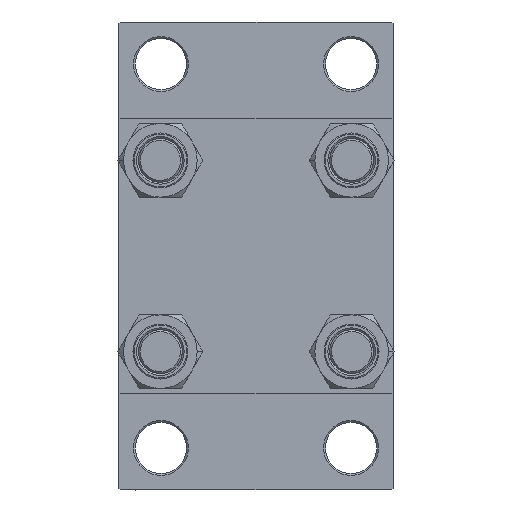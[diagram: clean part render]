
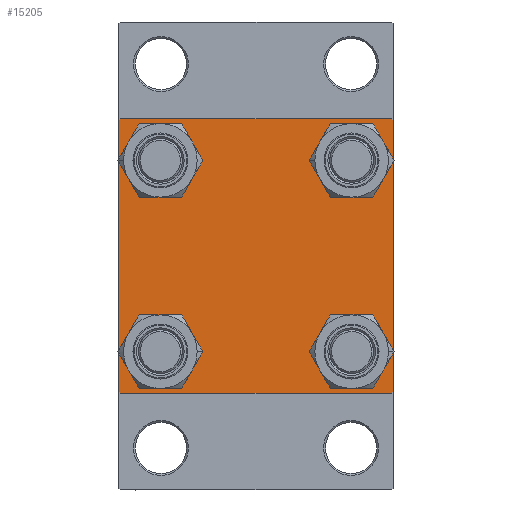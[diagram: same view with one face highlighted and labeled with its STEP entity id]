
A CAD part, left-side view. The second image highlights one B-rep face of the part: STEP entity #15205.
In plain terms, the highlighted planar face has unit normal (-1, 0, 0).
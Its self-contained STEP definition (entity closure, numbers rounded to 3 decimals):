
#998 = EDGE_LOOP ( 'NONE', ( #17411, #2513 ) ) ;
#1352 = CARTESIAN_POINT ( 'NONE',  ( 0., -26.15, -26.15 ) ) ;
#2106 = CIRCLE ( 'NONE', #9005, 6.5 ) ;
#2400 = VERTEX_POINT ( 'NONE', #45942 ) ;
#2414 = EDGE_CURVE ( 'NONE', #4288, #28555, #2816, .T. ) ;
#2513 = ORIENTED_EDGE ( 'NONE', *, *, #2414, .T. ) ;
#2570 = VERTEX_POINT ( 'NONE', #18359 ) ;
#2816 = CIRCLE ( 'NONE', #29600, 6.5 ) ;
#3047 = CARTESIAN_POINT ( 'NONE',  ( 0., 37.5, -37.5 ) ) ;
#3269 = VERTEX_POINT ( 'NONE', #20285 ) ;
#3936 = VECTOR ( 'NONE', #17662, 1000. ) ;
#4263 = CARTESIAN_POINT ( 'NONE',  ( 0., -37.25, -37.25 ) ) ;
#4288 = VERTEX_POINT ( 'NONE', #40421 ) ;
#4359 = ORIENTED_EDGE ( 'NONE', *, *, #26874, .T. ) ;
#4408 = CARTESIAN_POINT ( 'NONE',  ( 0., 37.5, 37.5 ) ) ;
#5332 = CARTESIAN_POINT ( 'NONE',  ( 0., -37.5, 37.5 ) ) ;
#5420 = EDGE_CURVE ( 'NONE', #3269, #9801, #42290, .T. ) ;
#5514 = ORIENTED_EDGE ( 'NONE', *, *, #33931, .F. ) ;
#6129 = VECTOR ( 'NONE', #12761, 1000. ) ;
#6290 = LINE ( 'NONE', #9875, #10512 ) ;
#6558 = CARTESIAN_POINT ( 'NONE',  ( 0., 37.25, 37.25 ) ) ;
#6641 = EDGE_CURVE ( 'NONE', #9801, #14817, #6290, .T. ) ;
#6902 = ORIENTED_EDGE ( 'NONE', *, *, #37799, .T. ) ;
#6946 = CARTESIAN_POINT ( 'NONE',  ( 0., 26.15, -26.15 ) ) ;
#7192 = LINE ( 'NONE', #29239, #9758 ) ;
#7330 = CARTESIAN_POINT ( 'NONE',  ( 0., -37., 37.5 ) ) ;
#7573 = AXIS2_PLACEMENT_3D ( 'NONE', #6946, #40239, #18432 ) ;
#7926 = ORIENTED_EDGE ( 'NONE', *, *, #30621, .T. ) ;
#8017 = CIRCLE ( 'NONE', #20240, 6.5 ) ;
#8433 = DIRECTION ( 'NONE',  ( 1., 0., 0. ) ) ;
#8509 = ORIENTED_EDGE ( 'NONE', *, *, #34905, .T. ) ;
#9005 = AXIS2_PLACEMENT_3D ( 'NONE', #1352, #23167, #23879 ) ;
#9102 = EDGE_CURVE ( 'NONE', #14817, #2570, #9838, .T. ) ;
#9148 = FACE_BOUND ( 'NONE', #998, .T. ) ;
#9177 = CIRCLE ( 'NONE', #26787, 6.5 ) ;
#9343 = CARTESIAN_POINT ( 'NONE',  ( 0., 26.15, -26.15 ) ) ;
#9385 = FACE_OUTER_BOUND ( 'NONE', #13788, .T. ) ;
#9448 = DIRECTION ( 'NONE',  ( 0., 0.707, -0.707 ) ) ;
#9727 = DIRECTION ( 'NONE',  ( 0., 0., 1. ) ) ;
#9749 = EDGE_LOOP ( 'NONE', ( #47437, #4359 ) ) ;
#9758 = VECTOR ( 'NONE', #43864, 1000. ) ;
#9801 = VERTEX_POINT ( 'NONE', #20738 ) ;
#9838 = LINE ( 'NONE', #20611, #22837 ) ;
#9855 = CARTESIAN_POINT ( 'NONE',  ( 0., -26.15, 32.65 ) ) ;
#9875 = CARTESIAN_POINT ( 'NONE',  ( 0., 37.5, 37.5 ) ) ;
#10512 = VECTOR ( 'NONE', #35527, 1000. ) ;
#12085 = CARTESIAN_POINT ( 'NONE',  ( 0., -37.5, -37. ) ) ;
#12742 = FACE_BOUND ( 'NONE', #29562, .T. ) ;
#12761 = DIRECTION ( 'NONE',  ( 0., 0., -1. ) ) ;
#13501 = EDGE_CURVE ( 'NONE', #3269, #36256, #37009, .T. ) ;
#13564 = DIRECTION ( 'NONE',  ( 1., 0., 0. ) ) ;
#13788 = EDGE_LOOP ( 'NONE', ( #39213, #34752, #6902, #43067, #5514, #29302, #16257, #41585 ) ) ;
#14817 = VERTEX_POINT ( 'NONE', #38438 ) ;
#15205 = ADVANCED_FACE ( 'NONE', ( #9148, #12742, #30230, #45566, #9385 ), #41263, .T. ) ;
#15390 = VERTEX_POINT ( 'NONE', #40270 ) ;
#16257 = ORIENTED_EDGE ( 'NONE', *, *, #13501, .F. ) ;
#16458 = DIRECTION ( 'NONE',  ( 1., 0., 0. ) ) ;
#16820 = CIRCLE ( 'NONE', #37479, 6.5 ) ;
#17064 = LINE ( 'NONE', #5332, #6129 ) ;
#17411 = ORIENTED_EDGE ( 'NONE', *, *, #17751, .T. ) ;
#17662 = DIRECTION ( 'NONE',  ( 0., -1., 0. ) ) ;
#17751 = EDGE_CURVE ( 'NONE', #28555, #4288, #8017, .T. ) ;
#18083 = DIRECTION ( 'NONE',  ( 0., -1., 0. ) ) ;
#18359 = CARTESIAN_POINT ( 'NONE',  ( 0., 37., -37.5 ) ) ;
#18393 = CARTESIAN_POINT ( 'NONE',  ( 0., 26.15, -32.65 ) ) ;
#18432 = DIRECTION ( 'NONE',  ( 0., 0., 1. ) ) ;
#19213 = CARTESIAN_POINT ( 'NONE',  ( 0., 0., 0. ) ) ;
#19333 = ORIENTED_EDGE ( 'NONE', *, *, #25099, .T. ) ;
#19344 = LINE ( 'NONE', #4263, #22768 ) ;
#19473 = DIRECTION ( 'NONE',  ( 0., 0., 1. ) ) ;
#20068 = AXIS2_PLACEMENT_3D ( 'NONE', #9343, #35230, #20342 ) ;
#20135 = CARTESIAN_POINT ( 'NONE',  ( 0., 26.15, 19.65 ) ) ;
#20240 = AXIS2_PLACEMENT_3D ( 'NONE', #32939, #38422, #19473 ) ;
#20285 = CARTESIAN_POINT ( 'NONE',  ( 0., 37., 37.5 ) ) ;
#20342 = DIRECTION ( 'NONE',  ( 0., 0., 1. ) ) ;
#20611 = CARTESIAN_POINT ( 'NONE',  ( 0., 37.25, -37.25 ) ) ;
#20738 = CARTESIAN_POINT ( 'NONE',  ( 0., 37.5, 37. ) ) ;
#21538 = CARTESIAN_POINT ( 'NONE',  ( 0., 26.15, -19.65 ) ) ;
#21877 = CARTESIAN_POINT ( 'NONE',  ( 0., 26.15, 32.65 ) ) ;
#22569 = AXIS2_PLACEMENT_3D ( 'NONE', #19213, #30468, #23263 ) ;
#22700 = VECTOR ( 'NONE', #9448, 1000. ) ;
#22764 = CARTESIAN_POINT ( 'NONE',  ( 0., 26.15, 26.15 ) ) ;
#22768 = VECTOR ( 'NONE', #33507, 1000. ) ;
#22834 = CIRCLE ( 'NONE', #7573, 6.5 ) ;
#22837 = VECTOR ( 'NONE', #46034, 1000. ) ;
#23167 = DIRECTION ( 'NONE',  ( 1., 0., 0. ) ) ;
#23263 = DIRECTION ( 'NONE',  ( 0., 0., 1. ) ) ;
#23481 = VERTEX_POINT ( 'NONE', #20135 ) ;
#23681 = EDGE_CURVE ( 'NONE', #15390, #36256, #7192, .T. ) ;
#23879 = DIRECTION ( 'NONE',  ( 0., 0., 1. ) ) ;
#23942 = CARTESIAN_POINT ( 'NONE',  ( 0., -26.15, -32.65 ) ) ;
#24349 = DIRECTION ( 'NONE',  ( 0., 0., 1. ) ) ;
#24605 = LINE ( 'NONE', #3047, #3936 ) ;
#25044 = EDGE_CURVE ( 'NONE', #2400, #30826, #19344, .T. ) ;
#25099 = EDGE_CURVE ( 'NONE', #33073, #25826, #2106, .T. ) ;
#25826 = VERTEX_POINT ( 'NONE', #23942 ) ;
#26787 = AXIS2_PLACEMENT_3D ( 'NONE', #34430, #13564, #9727 ) ;
#26874 = EDGE_CURVE ( 'NONE', #46332, #39665, #22834, .T. ) ;
#28497 = CIRCLE ( 'NONE', #20068, 6.5 ) ;
#28555 = VERTEX_POINT ( 'NONE', #9855 ) ;
#29239 = CARTESIAN_POINT ( 'NONE',  ( 0., -37.25, 37.25 ) ) ;
#29302 = ORIENTED_EDGE ( 'NONE', *, *, #23681, .T. ) ;
#29562 = EDGE_LOOP ( 'NONE', ( #19333, #7926 ) ) ;
#29600 = AXIS2_PLACEMENT_3D ( 'NONE', #31075, #16458, #24349 ) ;
#29739 = DIRECTION ( 'NONE',  ( 1., 0., 0. ) ) ;
#30230 = FACE_BOUND ( 'NONE', #9749, .T. ) ;
#30468 = DIRECTION ( 'NONE',  ( -1., 0., 0. ) ) ;
#30621 = EDGE_CURVE ( 'NONE', #25826, #33073, #9177, .T. ) ;
#30826 = VERTEX_POINT ( 'NONE', #12085 ) ;
#31075 = CARTESIAN_POINT ( 'NONE',  ( 0., -26.15, 26.15 ) ) ;
#32140 = ORIENTED_EDGE ( 'NONE', *, *, #46242, .T. ) ;
#32939 = CARTESIAN_POINT ( 'NONE',  ( 0., -26.15, 26.15 ) ) ;
#33073 = VERTEX_POINT ( 'NONE', #45817 ) ;
#33507 = DIRECTION ( 'NONE',  ( 0., -0.707, 0.707 ) ) ;
#33576 = DIRECTION ( 'NONE',  ( 0., 0., 1. ) ) ;
#33784 = VERTEX_POINT ( 'NONE', #21877 ) ;
#33931 = EDGE_CURVE ( 'NONE', #15390, #30826, #17064, .T. ) ;
#34430 = CARTESIAN_POINT ( 'NONE',  ( 0., -26.15, -26.15 ) ) ;
#34752 = ORIENTED_EDGE ( 'NONE', *, *, #9102, .T. ) ;
#34905 = EDGE_CURVE ( 'NONE', #23481, #33784, #45190, .T. ) ;
#35230 = DIRECTION ( 'NONE',  ( 1., 0., 0. ) ) ;
#35527 = DIRECTION ( 'NONE',  ( 0., 0., -1. ) ) ;
#36256 = VERTEX_POINT ( 'NONE', #7330 ) ;
#36987 = EDGE_LOOP ( 'NONE', ( #32140, #8509 ) ) ;
#37009 = LINE ( 'NONE', #4408, #39917 ) ;
#37479 = AXIS2_PLACEMENT_3D ( 'NONE', #41249, #8433, #37655 ) ;
#37655 = DIRECTION ( 'NONE',  ( 0., 0., 1. ) ) ;
#37799 = EDGE_CURVE ( 'NONE', #2570, #2400, #24605, .T. ) ;
#38422 = DIRECTION ( 'NONE',  ( 1., 0., 0. ) ) ;
#38438 = CARTESIAN_POINT ( 'NONE',  ( 0., 37.5, -37. ) ) ;
#39213 = ORIENTED_EDGE ( 'NONE', *, *, #6641, .T. ) ;
#39535 = EDGE_CURVE ( 'NONE', #39665, #46332, #28497, .T. ) ;
#39665 = VERTEX_POINT ( 'NONE', #21538 ) ;
#39917 = VECTOR ( 'NONE', #18083, 1000. ) ;
#40239 = DIRECTION ( 'NONE',  ( 1., 0., 0. ) ) ;
#40270 = CARTESIAN_POINT ( 'NONE',  ( 0., -37.5, 37. ) ) ;
#40421 = CARTESIAN_POINT ( 'NONE',  ( 0., -26.15, 19.65 ) ) ;
#41249 = CARTESIAN_POINT ( 'NONE',  ( 0., 26.15, 26.15 ) ) ;
#41263 = PLANE ( 'NONE',  #22569 ) ;
#41585 = ORIENTED_EDGE ( 'NONE', *, *, #5420, .T. ) ;
#42290 = LINE ( 'NONE', #6558, #22700 ) ;
#43067 = ORIENTED_EDGE ( 'NONE', *, *, #25044, .T. ) ;
#43676 = AXIS2_PLACEMENT_3D ( 'NONE', #22764, #29739, #33576 ) ;
#43864 = DIRECTION ( 'NONE',  ( 0., 0.707, 0.707 ) ) ;
#45190 = CIRCLE ( 'NONE', #43676, 6.5 ) ;
#45566 = FACE_BOUND ( 'NONE', #36987, .T. ) ;
#45817 = CARTESIAN_POINT ( 'NONE',  ( 0., -26.15, -19.65 ) ) ;
#45942 = CARTESIAN_POINT ( 'NONE',  ( 0., -37., -37.5 ) ) ;
#46034 = DIRECTION ( 'NONE',  ( 0., -0.707, -0.707 ) ) ;
#46242 = EDGE_CURVE ( 'NONE', #33784, #23481, #16820, .T. ) ;
#46332 = VERTEX_POINT ( 'NONE', #18393 ) ;
#47437 = ORIENTED_EDGE ( 'NONE', *, *, #39535, .T. ) ;
